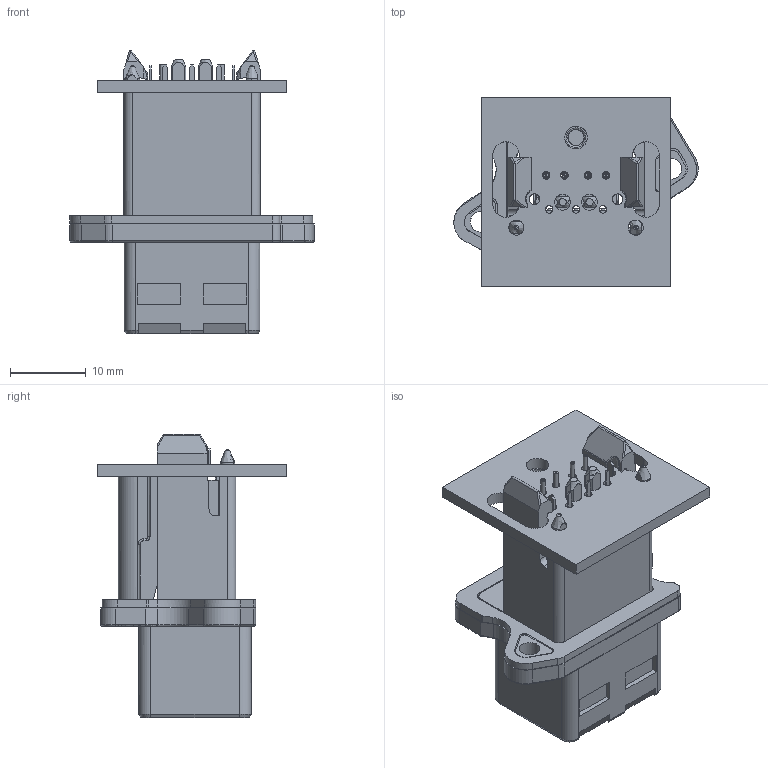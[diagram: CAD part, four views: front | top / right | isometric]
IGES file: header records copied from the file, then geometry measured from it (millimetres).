
Global section: file name: Push_Pul_Hybrid_receptacle_set.igs; preprocessor: I-DEAS 3D IGES Translator 14; date: 20120301.144907; units: millimetre
Bounding box: 32.31 x 25 x 37.46 mm (x, y, z)
Volume: 4847.5 mm3; surface area: 9088.4 mm2
Topology: 13 solids, 13 shells, 1080 faces, 2914 edges, 1875 vertices
Faces by surface type: bspline 1080
